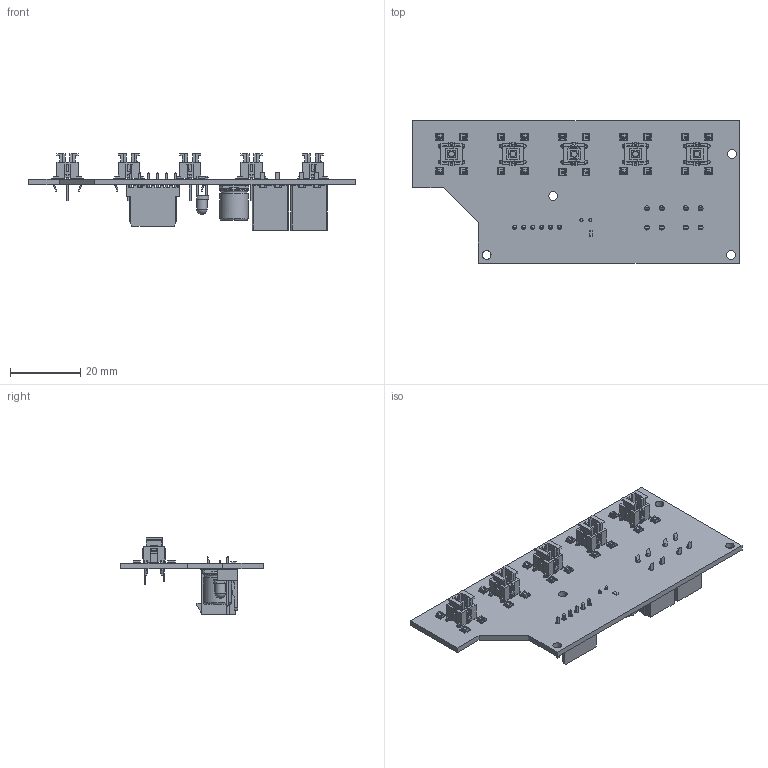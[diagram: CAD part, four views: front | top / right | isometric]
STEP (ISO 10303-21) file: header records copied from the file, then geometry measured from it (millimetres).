
FILE_DESCRIPTION(('KiCad electronic assembly'),'2;1');
FILE_NAME('RWR_Control_Panel V2.step','2021-09-14T10:58:17',('An Author' ),('A Company'),'Open CASCADE STEP processor 6.9', 'KiCad to STEP converter','Unknown');
FILE_SCHEMA(('AUTOMOTIVE_DESIGN { 1 0 10303 214 1 1 1 1 }'));
Length unit declared in the file: millimetre
Products named in the file (16): Open CASCADE STEP translator 6.9 1; 39281043; SOLID; Molex_KK-254_AE-6410-06A_1x06_P2.54mm_Vertical; WS2812-2020; COMPOUND; LED_D3.0mm; TL1240GQ; R_0603_1608Metric; CP_Elec_8x10
Assembly tree (39 placements, depth 3):
  Open CASCADE STEP translator 6.9 1
    39281043  x2
      SOLID
    Molex_KK-254_AE-6410-06A_1x06_P2.54mm_Vertical
      SOLID
    WS2812-2020  x20
      COMPOUND
    LED_D3.0mm
      SOLID
    TL1240GQ  x5
      SOLID
    R_0603_1608Metric
      SOLID
    CP_Elec_8x10
      SOLID
    COMPOUND
Bounding box: 93.03 x 40.64 x 21.7 mm (x, y, z)
Volume: 8465.2 mm3; surface area: 14596.6 mm2
Topology: 52 solids, 52 shells, 3259 faces, 8912 edges, 5865 vertices
Faces by surface type: plane 2733, cylinder 363, bspline 147, cone 10, torus 4, sphere 1, revolution 1
Full cylindrical faces by diameter (mm): 0.762 x10, 0.9 x2, 1.1 x20, 1.19 x6, 1.4 x8, 2.5 x4, 3 x1, 8 x2
Entity records: 58727 total; most frequent: CARTESIAN_POINT 11145, DIRECTION 8036, LINE 5835, VECTOR 5835, ORIENTED_EDGE 4262, PCURVE 4262, DEFINITIONAL_REPRESENTATION 4262, EDGE_CURVE 2131
